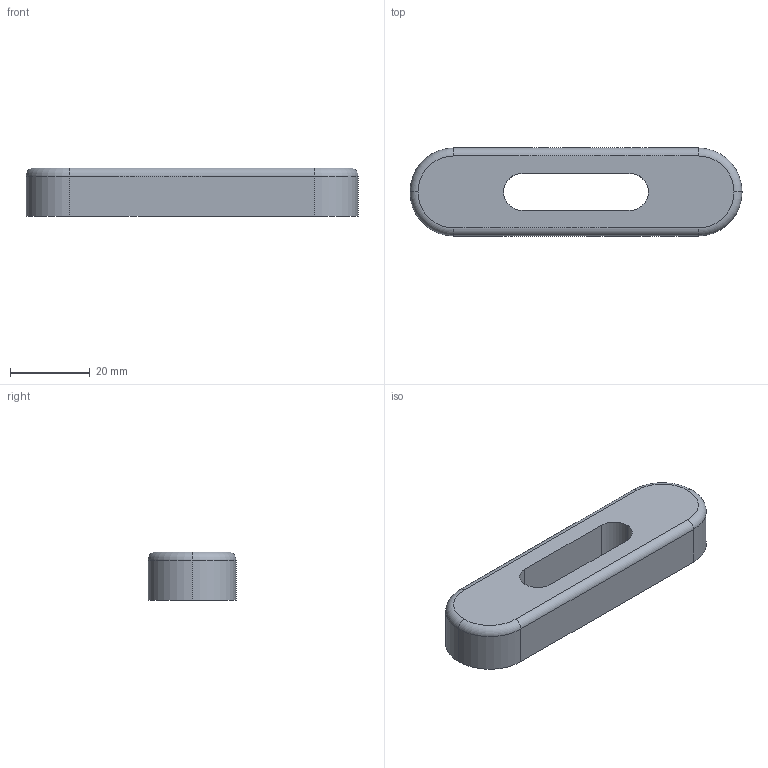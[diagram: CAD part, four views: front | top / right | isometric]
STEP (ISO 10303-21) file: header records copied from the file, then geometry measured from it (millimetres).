
FILE_DESCRIPTION(('OneSpaceDesigner STEP Export'),'2;1');
FILE_NAME('CRN_3.stp','2008-09-02T 9:00:12',(''),(''),'OneSpace Designer STEP processor for AP214 (Solid Model)','OneSpace Modeling 15.50B 03-Nov-2007 (C) CoCreate Software GmbH','');
FILE_SCHEMA(('AUTOMOTIVE_DESIGN { 1 0 10303 214 1 1 1 1 }'));
Length unit declared in the file: millimetre
Products named in the file (2): CRN_3
Assembly tree (1 placements, depth 2):
  CRN_3
    CRN_3
Bounding box: 83 x 22 x 12 mm (x, y, z)
Volume: 16719.7 mm3; surface area: 5996 mm2
Topology: 1 solids, 1 shells, 84 faces, 222 edges, 146 vertices
Faces by surface type: plane 43, cylinder 37, torus 4
Entity records: 2470 total; most frequent: ORIENTED_EDGE 444, CARTESIAN_POINT 413, DIRECTION 392, EDGE_CURVE 222, VERTEX_POINT 146, VECTOR 142, LINE 142, AXIS2_PLACEMENT_3D 125
